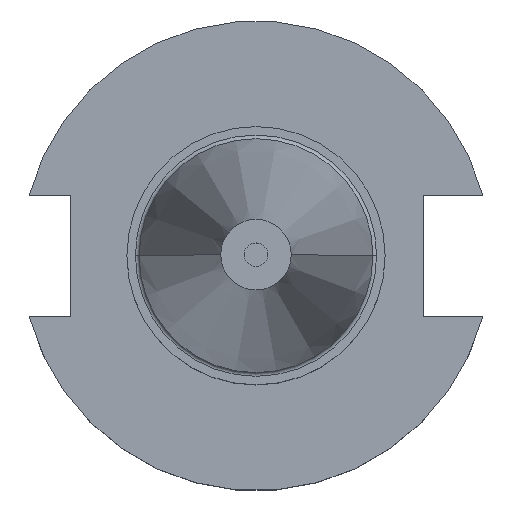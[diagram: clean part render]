
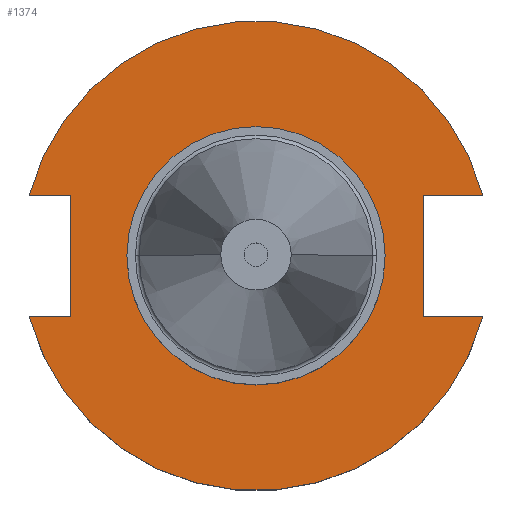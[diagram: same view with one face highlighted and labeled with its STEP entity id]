
A CAD part, top view. The second image highlights one B-rep face of the part: STEP entity #1374.
In plain terms, the highlighted planar face has unit normal (0, 0, 1).
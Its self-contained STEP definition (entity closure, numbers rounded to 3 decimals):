
#23 = CARTESIAN_POINT ( 'NONE',  ( 0., 0., 19.05 ) ) ;
#31 = EDGE_LOOP ( 'NONE', ( #507, #1360, #1297, #44, #633, #649, #36, #125 ) ) ;
#36 = ORIENTED_EDGE ( 'NONE', *, *, #691, .T. ) ;
#44 = ORIENTED_EDGE ( 'NONE', *, *, #538, .F. ) ;
#45 = VECTOR ( 'NONE', #1025, 1000. ) ;
#51 = VERTEX_POINT ( 'NONE', #76 ) ;
#76 = CARTESIAN_POINT ( 'NONE',  ( -17.462, 0., 19.05 ) ) ;
#78 = DIRECTION ( 'NONE',  ( 1., 0., 0. ) ) ;
#88 = EDGE_CURVE ( 'NONE', #540, #1376, #601, .T. ) ;
#110 = DIRECTION ( 'NONE',  ( -1., 0., 0. ) ) ;
#123 = LINE ( 'NONE', #670, #1358 ) ;
#125 = ORIENTED_EDGE ( 'NONE', *, *, #361, .T. ) ;
#142 = DIRECTION ( 'NONE',  ( 1., 0., 0. ) ) ;
#154 = VECTOR ( 'NONE', #1312, 1000. ) ;
#163 = AXIS2_PLACEMENT_3D ( 'NONE', #1195, #828, #368 ) ;
#205 = CIRCLE ( 'NONE', #163, 31.75 ) ;
#231 = DIRECTION ( 'NONE',  ( 1., 0., 0. ) ) ;
#254 = VECTOR ( 'NONE', #1091, 1000. ) ;
#322 = ORIENTED_EDGE ( 'NONE', *, *, #752, .F. ) ;
#340 = DIRECTION ( 'NONE',  ( 0., 0., 1. ) ) ;
#350 = CARTESIAN_POINT ( 'NONE',  ( -61.091, 8.191, 19.05 ) ) ;
#361 = EDGE_CURVE ( 'NONE', #1315, #540, #470, .T. ) ;
#368 = DIRECTION ( 'NONE',  ( 1., 0., 0. ) ) ;
#370 = CARTESIAN_POINT ( 'NONE',  ( -30.675, -8.191, 19.05 ) ) ;
#377 = DIRECTION ( 'NONE',  ( 1., 0., 0. ) ) ;
#407 = EDGE_LOOP ( 'NONE', ( #322, #1308 ) ) ;
#441 = CARTESIAN_POINT ( 'NONE',  ( 0., 0., 19.05 ) ) ;
#462 = CARTESIAN_POINT ( 'NONE',  ( 0., 17.462, 19.05 ) ) ;
#470 = LINE ( 'NONE', #350, #154 ) ;
#479 = AXIS2_PLACEMENT_3D ( 'NONE', #968, #340, #231 ) ;
#480 = EDGE_CURVE ( 'NONE', #1551, #1376, #1216, .T. ) ;
#486 = EDGE_CURVE ( 'NONE', #672, #1457, #1538, .T. ) ;
#507 = ORIENTED_EDGE ( 'NONE', *, *, #88, .T. ) ;
#535 = FACE_OUTER_BOUND ( 'NONE', #31, .T. ) ;
#538 = EDGE_CURVE ( 'NONE', #672, #652, #1239, .T. ) ;
#540 = VERTEX_POINT ( 'NONE', #1180 ) ;
#598 = CARTESIAN_POINT ( 'NONE',  ( -61.091, -8.191, 19.05 ) ) ;
#600 = CIRCLE ( 'NONE', #479, 17.462 ) ;
#601 = LINE ( 'NONE', #663, #45 ) ;
#633 = ORIENTED_EDGE ( 'NONE', *, *, #486, .T. ) ;
#649 = ORIENTED_EDGE ( 'NONE', *, *, #1168, .F. ) ;
#652 = VERTEX_POINT ( 'NONE', #1190 ) ;
#663 = CARTESIAN_POINT ( 'NONE',  ( -25.091, 8.191, 19.05 ) ) ;
#670 = CARTESIAN_POINT ( 'NONE',  ( 0., 8.191, 19.05 ) ) ;
#672 = VERTEX_POINT ( 'NONE', #1317 ) ;
#681 = CARTESIAN_POINT ( 'NONE',  ( -30.675, 8.191, 19.05 ) ) ;
#691 = EDGE_CURVE ( 'NONE', #1161, #1315, #205, .T. ) ;
#752 = EDGE_CURVE ( 'NONE', #904, #51, #779, .T. ) ;
#779 = CIRCLE ( 'NONE', #1530, 17.462 ) ;
#795 = DIRECTION ( 'NONE',  ( -1., 0., 0. ) ) ;
#828 = DIRECTION ( 'NONE',  ( 0., 0., 1. ) ) ;
#838 = DIRECTION ( 'NONE',  ( 0., 0., -1. ) ) ;
#870 = CARTESIAN_POINT ( 'NONE',  ( 17.462, 0., 19.05 ) ) ;
#904 = VERTEX_POINT ( 'NONE', #870 ) ;
#908 = CARTESIAN_POINT ( 'NONE',  ( 30.675, 8.191, 19.05 ) ) ;
#910 = CIRCLE ( 'NONE', #1295, 31.75 ) ;
#940 = DIRECTION ( 'NONE',  ( 1., 0., 0. ) ) ;
#968 = CARTESIAN_POINT ( 'NONE',  ( 0., 0., 19.05 ) ) ;
#980 = AXIS2_PLACEMENT_3D ( 'NONE', #462, #838, #110 ) ;
#983 = DIRECTION ( 'NONE',  ( 0., 0., 1. ) ) ;
#1025 = DIRECTION ( 'NONE',  ( 0., -1., 0. ) ) ;
#1078 = CARTESIAN_POINT ( 'NONE',  ( -25.091, -8.191, 19.05 ) ) ;
#1091 = DIRECTION ( 'NONE',  ( 0., 1., 0. ) ) ;
#1112 = CARTESIAN_POINT ( 'NONE',  ( 22.606, 8.191, 19.05 ) ) ;
#1153 = DIRECTION ( 'NONE',  ( 0., 0., 1. ) ) ;
#1161 = VERTEX_POINT ( 'NONE', #908 ) ;
#1168 = EDGE_CURVE ( 'NONE', #1161, #1457, #123, .T. ) ;
#1180 = CARTESIAN_POINT ( 'NONE',  ( -25.091, 8.191, 19.05 ) ) ;
#1190 = CARTESIAN_POINT ( 'NONE',  ( 30.675, -8.191, 19.05 ) ) ;
#1195 = CARTESIAN_POINT ( 'NONE',  ( 0., 0., 19.05 ) ) ;
#1197 = PLANE ( 'NONE',  #980 ) ;
#1216 = LINE ( 'NONE', #598, #1493 ) ;
#1239 = LINE ( 'NONE', #1282, #1477 ) ;
#1266 = EDGE_CURVE ( 'NONE', #1551, #652, #910, .T. ) ;
#1282 = CARTESIAN_POINT ( 'NONE',  ( 0., -8.191, 19.05 ) ) ;
#1295 = AXIS2_PLACEMENT_3D ( 'NONE', #441, #1153, #78 ) ;
#1297 = ORIENTED_EDGE ( 'NONE', *, *, #1266, .T. ) ;
#1308 = ORIENTED_EDGE ( 'NONE', *, *, #1350, .F. ) ;
#1312 = DIRECTION ( 'NONE',  ( 1., 0., 0. ) ) ;
#1315 = VERTEX_POINT ( 'NONE', #681 ) ;
#1317 = CARTESIAN_POINT ( 'NONE',  ( 22.606, -8.191, 19.05 ) ) ;
#1350 = EDGE_CURVE ( 'NONE', #51, #904, #600, .T. ) ;
#1358 = VECTOR ( 'NONE', #795, 1000. ) ;
#1360 = ORIENTED_EDGE ( 'NONE', *, *, #480, .F. ) ;
#1374 = ADVANCED_FACE ( 'NONE', ( #1495, #535 ), #1197, .F. ) ;
#1376 = VERTEX_POINT ( 'NONE', #1078 ) ;
#1454 = CARTESIAN_POINT ( 'NONE',  ( 22.606, 17.462, 19.05 ) ) ;
#1457 = VERTEX_POINT ( 'NONE', #1112 ) ;
#1477 = VECTOR ( 'NONE', #940, 1000. ) ;
#1493 = VECTOR ( 'NONE', #377, 1000. ) ;
#1495 = FACE_BOUND ( 'NONE', #407, .T. ) ;
#1530 = AXIS2_PLACEMENT_3D ( 'NONE', #23, #983, #142 ) ;
#1538 = LINE ( 'NONE', #1454, #254 ) ;
#1551 = VERTEX_POINT ( 'NONE', #370 ) ;
